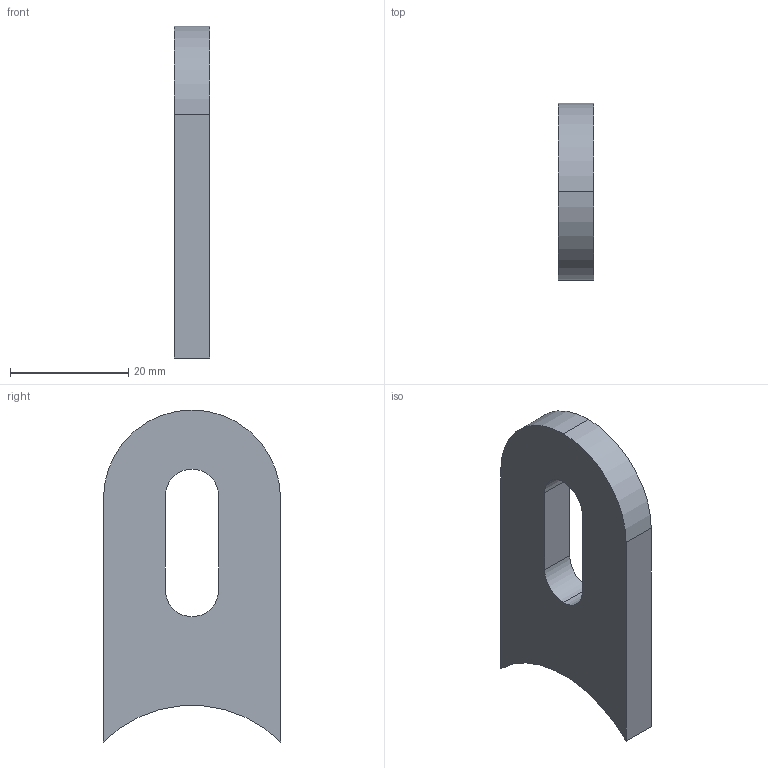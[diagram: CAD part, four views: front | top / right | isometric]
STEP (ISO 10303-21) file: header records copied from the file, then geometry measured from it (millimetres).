
FILE_DESCRIPTION (( 'STEP AP203' ), '1' );
FILE_NAME ('54111-ST-42.step', '2019-02-20T13:29:53', ( '' ), ( '' ), 'SwSTEP 2.0', 'SolidWorks 2015', '' );
FILE_SCHEMA (( 'CONFIG_CONTROL_DESIGN' ));
Length unit declared in the file: millimetre
Products named in the file (1): 54111-ST-42
Bounding box: 6 x 30 x 56.22 mm (x, y, z)
Volume: 7522.7 mm3; surface area: 3852.3 mm2
Topology: 1 solids, 1 shells, 241 faces, 645 edges, 430 vertices
Faces by surface type: plane 134, bspline 77, cylinder 30
Entity records: 10401 total; most frequent: CARTESIAN_POINT 4773, ORIENTED_EDGE 1290, DIRECTION 921, EDGE_CURVE 645, VERTEX_POINT 430, VECTOR 335, LINE 335, AXIS2_PLACEMENT_3D 293
